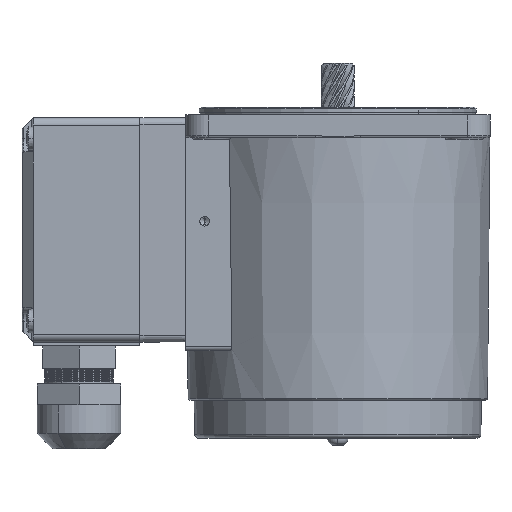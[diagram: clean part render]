
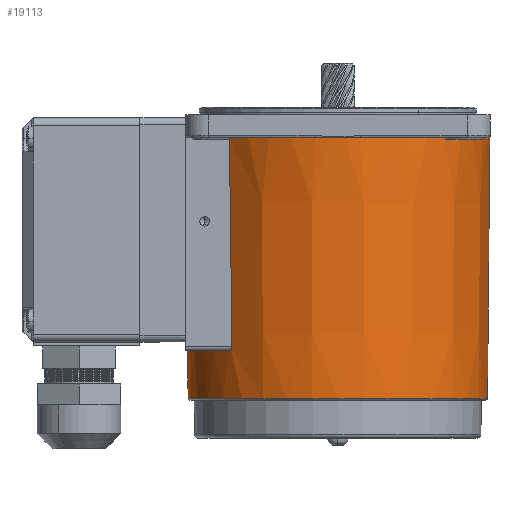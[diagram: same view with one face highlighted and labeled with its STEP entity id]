
A CAD part, left-side view. The second image highlights one B-rep face of the part: STEP entity #19113.
In plain terms, the highlighted conical face has half-angle 0.5 degrees and reference radius 39.35 mm.
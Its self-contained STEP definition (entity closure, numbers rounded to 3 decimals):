
#1371 = CARTESIAN_POINT ( 'NONE',  ( -39.35, 0., -74.504 ) ) ;
#1414 = DIRECTION ( 'NONE',  ( -0.009, 0., 1. ) ) ;
#1415 = CARTESIAN_POINT ( 'NONE',  ( -39.35, 0., -74.504 ) ) ;
#1416 = CARTESIAN_POINT ( 'NONE',  ( 39.948, 0., -6. ) ) ;
#1462 = VECTOR ( 'NONE', #1414, 1000. ) ;
#1463 = CARTESIAN_POINT ( 'NONE',  ( 39.35, 0., -74.504 ) ) ;
#1468 = LINE ( 'NONE', #1415, #1462 ) ;
#1555 = LINE ( 'NONE', #1581, #1585 ) ;
#1579 = DIRECTION ( 'NONE',  ( 0.009, 0., 1. ) ) ;
#1581 = CARTESIAN_POINT ( 'NONE',  ( 39.35, 0., -74.504 ) ) ;
#1585 = VECTOR ( 'NONE', #1579, 1000. ) ;
#1597 = CARTESIAN_POINT ( 'NONE',  ( -39.459, 0., -62. ) ) ;
#1994 = CARTESIAN_POINT ( 'NONE',  ( 5.964, -39.5, -6. ) ) ;
#1996 = DIRECTION ( 'NONE',  ( 1., 0., 0. ) ) ;
#1997 = DIRECTION ( 'NONE',  ( 0., 0., 1. ) ) ;
#1998 = CARTESIAN_POINT ( 'NONE',  ( 0., 0., -6. ) ) ;
#1999 = AXIS2_PLACEMENT_3D ( 'NONE', #1998, #1997, #1996 ) ;
#2000 = CIRCLE ( 'NONE', #1999, 39.948 ) ;
#2001 = CARTESIAN_POINT ( 'NONE',  ( 39.5, -5.964, -6. ) ) ;
#2052 = CIRCLE ( 'NONE', #2109, 39.948 ) ;
#2057 = CARTESIAN_POINT ( 'NONE',  ( -28.492, -28., -6. ) ) ;
#2068 = CARTESIAN_POINT ( 'NONE',  ( 0., 0., -6. ) ) ;
#2104 = CARTESIAN_POINT ( 'NONE',  ( -5.964, -39.5, -6. ) ) ;
#2107 = DIRECTION ( 'NONE',  ( 1., 0., 0. ) ) ;
#2108 = DIRECTION ( 'NONE',  ( 0., 0., 1. ) ) ;
#2109 = AXIS2_PLACEMENT_3D ( 'NONE', #2068, #2108, #2107 ) ;
#2734 = B_SPLINE_CURVE_WITH_KNOTS ( 'NONE', 3,
 ( #2792, #2791, #2790, #2789, #2788, #2787, #2786, #2785, #2784, #2783 ),
 .UNSPECIFIED., .F., .F.,
 ( 4, 2, 2, 2, 4 ),
 ( 0., 0., 0.001, 0.001, 0.002 ),
 .UNSPECIFIED. ) ;
#2735 = AXIS2_PLACEMENT_3D ( 'NONE', #2736, #2781, #2780 ) ;
#2736 = CARTESIAN_POINT ( 'NONE',  ( 0., 0., -62. ) ) ;
#2737 = CARTESIAN_POINT ( 'NONE',  ( -28.492, -28., -6. ) ) ;
#2738 = CARTESIAN_POINT ( 'NONE',  ( -28.321, -28., -19.992 ) ) ;
#2739 = CARTESIAN_POINT ( 'NONE',  ( -28.149, -28., -33.984 ) ) ;
#2740 = CARTESIAN_POINT ( 'NONE',  ( -27.976, -28., -47.976 ) ) ;
#2741 = CARTESIAN_POINT ( 'NONE',  ( -27.923, -28., -52.318 ) ) ;
#2742 = CARTESIAN_POINT ( 'NONE',  ( -27.869, -28., -56.659 ) ) ;
#2743 = CARTESIAN_POINT ( 'NONE',  ( -27.815, -28., -61. ) ) ;
#2745 = B_SPLINE_CURVE_WITH_KNOTS ( 'NONE', 3,
 ( #2743, #2742, #2741, #2740, #2739, #2738, #2737 ),
 .UNSPECIFIED., .F., .F.,
 ( 4, 3, 4 ),
 ( 0.065, 0.078, 0.12 ),
 .UNSPECIFIED. ) ;
#2747 = CARTESIAN_POINT ( 'NONE',  ( -27.815, -28., -61. ) ) ;
#2751 = CARTESIAN_POINT ( 'NONE',  ( -28.775, -27., -62. ) ) ;
#2756 = CIRCLE ( 'NONE', #2735, 39.459 ) ;
#2763 = DIRECTION ( 'NONE',  ( 1., 0., 0. ) ) ;
#2764 = DIRECTION ( 'NONE',  ( 0., 0., 1. ) ) ;
#2765 = CARTESIAN_POINT ( 'NONE',  ( 0., 0., -6. ) ) ;
#2767 = CIRCLE ( 'NONE', #2824, 39.35 ) ;
#2768 = CARTESIAN_POINT ( 'NONE',  ( 0., 0., -74.504 ) ) ;
#2769 = CARTESIAN_POINT ( 'NONE',  ( 0., 0., -6. ) ) ;
#2770 = CIRCLE ( 'NONE', #2827, 39.948 ) ;
#2775 = FACE_OUTER_BOUND ( 'NONE', #19053, .T. ) ;
#2777 = AXIS2_PLACEMENT_3D ( 'NONE', #2768, #2764, #2763 ) ;
#2780 = DIRECTION ( 'NONE',  ( 0., 1., 0. ) ) ;
#2781 = DIRECTION ( 'NONE',  ( 0., 0., 1. ) ) ;
#2783 = CARTESIAN_POINT ( 'NONE',  ( -28.775, -27., -62. ) ) ;
#2784 = CARTESIAN_POINT ( 'NONE',  ( -28.667, -27.115, -62. ) ) ;
#2785 = CARTESIAN_POINT ( 'NONE',  ( -28.56, -27.228, -61.981 ) ) ;
#2786 = CARTESIAN_POINT ( 'NONE',  ( -28.349, -27.449, -61.901 ) ) ;
#2787 = CARTESIAN_POINT ( 'NONE',  ( -28.248, -27.553, -61.843 ) ) ;
#2788 = CARTESIAN_POINT ( 'NONE',  ( -28.061, -27.746, -61.678 ) ) ;
#2789 = CARTESIAN_POINT ( 'NONE',  ( -27.976, -27.833, -61.573 ) ) ;
#2790 = CARTESIAN_POINT ( 'NONE',  ( -27.851, -27.961, -61.313 ) ) ;
#2791 = CARTESIAN_POINT ( 'NONE',  ( -27.813, -28., -61.159 ) ) ;
#2792 = CARTESIAN_POINT ( 'NONE',  ( -27.815, -28., -61. ) ) ;
#2795 = CONICAL_SURFACE ( 'NONE', #2777, 39.35, 0.009 ) ;
#2815 = DIRECTION ( 'NONE',  ( 1., 0., 0. ) ) ;
#2816 = DIRECTION ( 'NONE',  ( 0., 0., 1. ) ) ;
#2821 = DIRECTION ( 'NONE',  ( 1., 0., 0. ) ) ;
#2822 = DIRECTION ( 'NONE',  ( 0., 0., 1. ) ) ;
#2823 = CARTESIAN_POINT ( 'NONE',  ( 0., 0., -74.504 ) ) ;
#2824 = AXIS2_PLACEMENT_3D ( 'NONE', #2823, #2822, #2821 ) ;
#2827 = AXIS2_PLACEMENT_3D ( 'NONE', #2765, #2816, #2815 ) ;
#2829 = DIRECTION ( 'NONE',  ( 1., 0., 0. ) ) ;
#2830 = DIRECTION ( 'NONE',  ( 0., 0., 1. ) ) ;
#2831 = AXIS2_PLACEMENT_3D ( 'NONE', #2769, #2830, #2829 ) ;
#2832 = CIRCLE ( 'NONE', #2831, 39.948 ) ;
#18422 = VERTEX_POINT ( 'NONE', #1371 ) ;
#18460 = VERTEX_POINT ( 'NONE', #1416 ) ;
#18463 = EDGE_CURVE ( 'NONE', #18422, #18542, #1468, .T. ) ;
#18464 = VERTEX_POINT ( 'NONE', #1463 ) ;
#18522 = EDGE_CURVE ( 'NONE', #18464, #18460, #1555, .T. ) ;
#18542 = VERTEX_POINT ( 'NONE', #1597 ) ;
#18696 = EDGE_CURVE ( 'NONE', #18698, #18710, #2000, .T. ) ;
#18698 = VERTEX_POINT ( 'NONE', #1994 ) ;
#18710 = VERTEX_POINT ( 'NONE', #2001 ) ;
#18751 = EDGE_CURVE ( 'NONE', #18760, #18755, #2052, .T. ) ;
#18755 = VERTEX_POINT ( 'NONE', #2104 ) ;
#18760 = VERTEX_POINT ( 'NONE', #2057 ) ;
#19053 = EDGE_LOOP ( 'NONE', ( #19115, #19117, #19114, #19095, #19116, #19098, #19108, #19100, #19099, #19101 ) ) ;
#19094 = EDGE_CURVE ( 'NONE', #19097, #18760, #2745, .T. ) ;
#19095 = ORIENTED_EDGE ( 'NONE', *, *, #19118, .F. ) ;
#19097 = VERTEX_POINT ( 'NONE', #2747 ) ;
#19098 = ORIENTED_EDGE ( 'NONE', *, *, #19122, .F. ) ;
#19099 = ORIENTED_EDGE ( 'NONE', *, *, #19102, .T. ) ;
#19100 = ORIENTED_EDGE ( 'NONE', *, *, #19094, .F. ) ;
#19101 = ORIENTED_EDGE ( 'NONE', *, *, #19105, .F. ) ;
#19102 = EDGE_CURVE ( 'NONE', #19097, #19106, #2734, .T. ) ;
#19105 = EDGE_CURVE ( 'NONE', #18542, #19106, #2756, .T. ) ;
#19106 = VERTEX_POINT ( 'NONE', #2751 ) ;
#19108 = ORIENTED_EDGE ( 'NONE', *, *, #18751, .F. ) ;
#19113 = ADVANCED_FACE ( 'NONE', ( #2775 ), #2795, .T. ) ;
#19114 = ORIENTED_EDGE ( 'NONE', *, *, #18522, .T. ) ;
#19115 = ORIENTED_EDGE ( 'NONE', *, *, #18463, .F. ) ;
#19116 = ORIENTED_EDGE ( 'NONE', *, *, #18696, .F. ) ;
#19117 = ORIENTED_EDGE ( 'NONE', *, *, #19121, .T. ) ;
#19118 = EDGE_CURVE ( 'NONE', #18710, #18460, #2832, .T. ) ;
#19121 = EDGE_CURVE ( 'NONE', #18422, #18464, #2767, .T. ) ;
#19122 = EDGE_CURVE ( 'NONE', #18755, #18698, #2770, .T. ) ;
